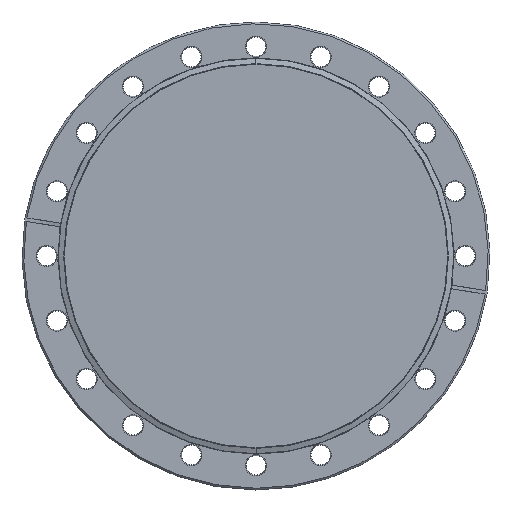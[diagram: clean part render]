
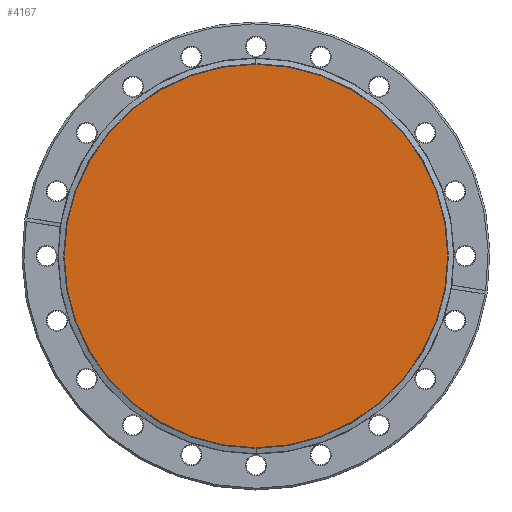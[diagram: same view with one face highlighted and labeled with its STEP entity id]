
A CAD part, left-side view. The second image highlights one B-rep face of the part: STEP entity #4167.
In plain terms, the highlighted planar face has unit normal (-1, 0, 0).
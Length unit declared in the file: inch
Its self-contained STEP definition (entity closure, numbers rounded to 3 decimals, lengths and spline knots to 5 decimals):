
#42 = DIRECTION ( 'NONE',  ( 0., 0., -1. ) ) ;
#94 = EDGE_CURVE ( 'NONE', #902, #1131, #553, .T. ) ;
#308 = EDGE_CURVE ( 'NONE', #1131, #902, #1503, .T. ) ;
#312 = EDGE_LOOP ( 'NONE', ( #1836, #4492 ) ) ;
#456 = CARTESIAN_POINT ( 'NONE',  ( 0.051, 3.27, 0. ) ) ;
#553 = CIRCLE ( 'NONE', #3415, 3.265 ) ;
#902 = VERTEX_POINT ( 'NONE', #3816 ) ;
#910 = PLANE ( 'NONE',  #2000 ) ;
#1131 = VERTEX_POINT ( 'NONE', #4773 ) ;
#1503 = CIRCLE ( 'NONE', #2644, 3.265 ) ;
#1726 = DIRECTION ( 'NONE',  ( 0., 0., -1. ) ) ;
#1836 = ORIENTED_EDGE ( 'NONE', *, *, #94, .T. ) ;
#2000 = AXIS2_PLACEMENT_3D ( 'NONE', #456, #2364, #42 ) ;
#2198 = CARTESIAN_POINT ( 'NONE',  ( 0.051, 0., 0. ) ) ;
#2364 = DIRECTION ( 'NONE',  ( 1., 0., 0. ) ) ;
#2644 = AXIS2_PLACEMENT_3D ( 'NONE', #3158, #3951, #3190 ) ;
#3158 = CARTESIAN_POINT ( 'NONE',  ( 0.051, 0., 0. ) ) ;
#3190 = DIRECTION ( 'NONE',  ( 0., 0., -1. ) ) ;
#3415 = AXIS2_PLACEMENT_3D ( 'NONE', #2198, #4439, #1726 ) ;
#3816 = CARTESIAN_POINT ( 'NONE',  ( 0.051, 0., -3.265 ) ) ;
#3951 = DIRECTION ( 'NONE',  ( -1., 0., 0. ) ) ;
#4029 = FACE_OUTER_BOUND ( 'NONE', #312, .T. ) ;
#4167 = ADVANCED_FACE ( 'NONE', ( #4029 ), #910, .F. ) ;
#4439 = DIRECTION ( 'NONE',  ( -1., 0., 0. ) ) ;
#4492 = ORIENTED_EDGE ( 'NONE', *, *, #308, .T. ) ;
#4773 = CARTESIAN_POINT ( 'NONE',  ( 0.051, 0., 3.265 ) ) ;
